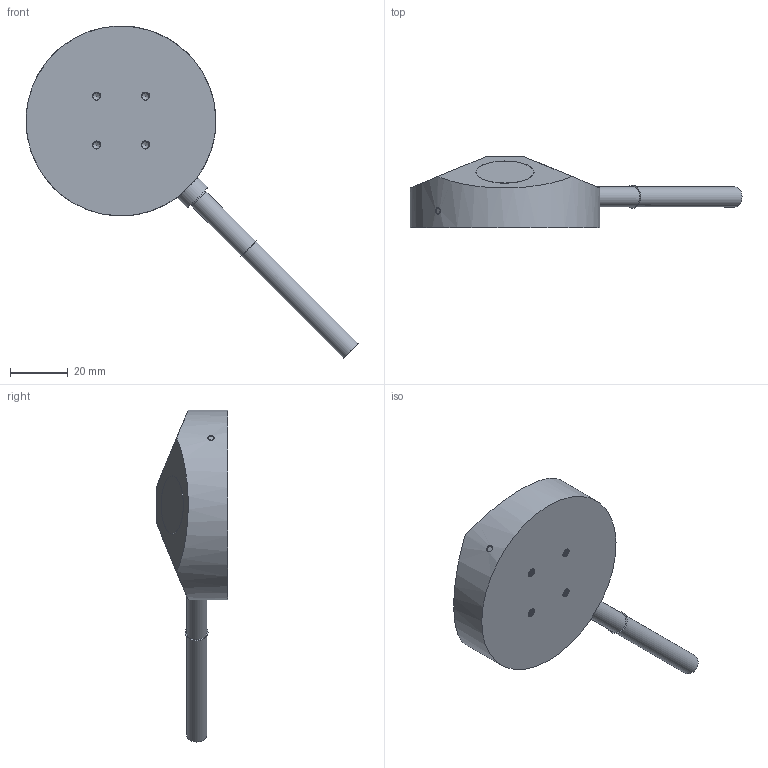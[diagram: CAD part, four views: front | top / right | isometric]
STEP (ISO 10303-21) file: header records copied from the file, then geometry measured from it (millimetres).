
FILE_DESCRIPTION(/* description */ (''),/* implementation_level */ '2;1');
FILE_NAME(/* name */ 'WL-11007-1_DVL.step',/* time_stamp */ '2020-02-27T22:03:46+01:00',/* author */ (''),/* organization */ (''),/* preprocessor_version */ 'ST-DEVELOPER v18',/* originating_system */ 'Autodesk Translation Framework v8.12.0.6',/* authorisation */ '');
FILE_SCHEMA (('AUTOMOTIVE_DESIGN { 1 0 10303 214 3 1 1 }'));
Length unit declared in the file: millimetre
Products named in the file (1): WL-52031-2_DVL_shell
Bounding box: 115.38 x 24.84 x 115.38 mm (x, y, z)
Volume: 69379.4 mm3; surface area: 20088.1 mm2
Topology: 8 solids, 8 shells, 159 faces, 388 edges, 253 vertices
Faces by surface type: cylinder 103, plane 35, cone 9, bspline 8, torus 4
Full cylindrical faces by diameter (mm): 1.713 x1, 2 x1, 2.529 x36, 3.086 x32, 7 x3, 8 x2, 9 x2, 10 x1, 20 x8
Entity records: 9444 total; most frequent: CARTESIAN_POINT 5914, ORIENTED_EDGE 768, DIRECTION 626, EDGE_CURVE 384, AXIS2_PLACEMENT_3D 254, VERTEX_POINT 253, EDGE_LOOP 173, B_SPLINE_CURVE_WITH_KNOTS 164
